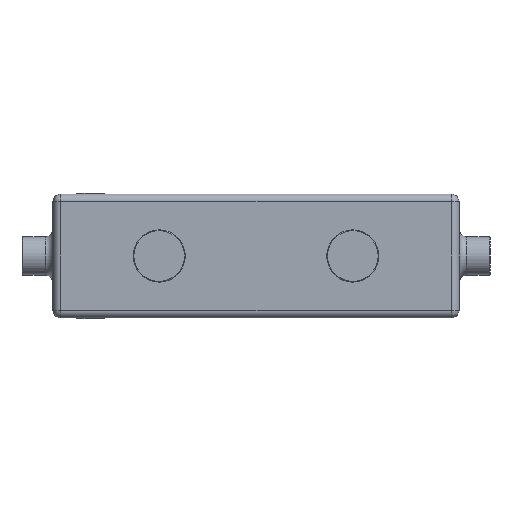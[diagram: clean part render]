
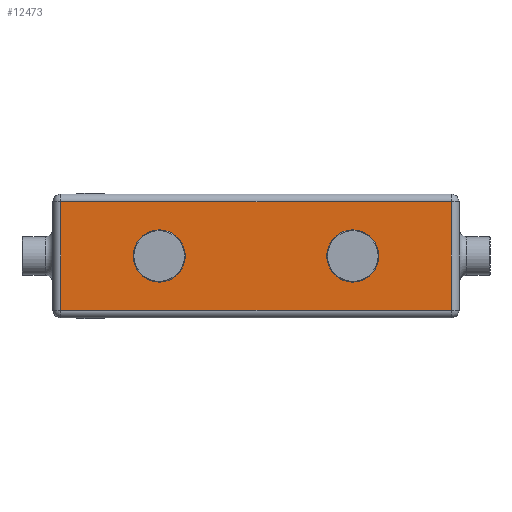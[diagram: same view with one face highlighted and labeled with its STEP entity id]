
A CAD part, left-side view. The second image highlights one B-rep face of the part: STEP entity #12473.
In plain terms, the highlighted planar face has unit normal (-1, 0, 0).
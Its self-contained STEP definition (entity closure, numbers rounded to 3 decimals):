
#734 = CARTESIAN_POINT ( 'NONE',  ( -40., -126., 35. ) ) ;
#1660 = VERTEX_POINT ( 'NONE', #11214 ) ;
#1955 = CIRCLE ( 'NONE', #22525, 16.85 ) ;
#2023 = VERTEX_POINT ( 'NONE', #3742 ) ;
#2071 = DIRECTION ( 'NONE',  ( 0., 0., -1. ) ) ;
#2228 = DIRECTION ( 'NONE',  ( 0., 0., 1. ) ) ;
#3008 = LINE ( 'NONE', #10921, #19041 ) ;
#3027 = DIRECTION ( 'NONE',  ( 0., 0., -1. ) ) ;
#3032 = CARTESIAN_POINT ( 'NONE',  ( -40., -62.5, 0. ) ) ;
#3038 = LINE ( 'NONE', #6783, #10222 ) ;
#3058 = LINE ( 'NONE', #18494, #15954 ) ;
#3742 = CARTESIAN_POINT ( 'NONE',  ( -40., -62.5, 16.85 ) ) ;
#3999 = VERTEX_POINT ( 'NONE', #734 ) ;
#4374 = CARTESIAN_POINT ( 'NONE',  ( -40., -131., 40. ) ) ;
#4528 = CARTESIAN_POINT ( 'NONE',  ( -40., 62.5, 16.85 ) ) ;
#4534 = FACE_BOUND ( 'NONE', #12010, .T. ) ;
#5367 = DIRECTION ( 'NONE',  ( 0., 0., -1. ) ) ;
#6177 = CIRCLE ( 'NONE', #9676, 16.85 ) ;
#6228 = ORIENTED_EDGE ( 'NONE', *, *, #8834, .F. ) ;
#6323 = CARTESIAN_POINT ( 'NONE',  ( -40., -62.5, -16.85 ) ) ;
#6365 = VERTEX_POINT ( 'NONE', #20027 ) ;
#6783 = CARTESIAN_POINT ( 'NONE',  ( -40., -131., -35. ) ) ;
#7352 = EDGE_CURVE ( 'NONE', #18281, #6365, #1955, .T. ) ;
#7601 = CIRCLE ( 'NONE', #16570, 16.85 ) ;
#7611 = EDGE_CURVE ( 'NONE', #1660, #3999, #20528, .T. ) ;
#7816 = PLANE ( 'NONE',  #18306 ) ;
#8471 = DIRECTION ( 'NONE',  ( 0., 0., -1. ) ) ;
#8673 = DIRECTION ( 'NONE',  ( -1., 0., 0. ) ) ;
#8818 = VECTOR ( 'NONE', #2228, 1000. ) ;
#8834 = EDGE_CURVE ( 'NONE', #2023, #19600, #6177, .T. ) ;
#9676 = AXIS2_PLACEMENT_3D ( 'NONE', #3032, #10405, #8471 ) ;
#9744 = DIRECTION ( 'NONE',  ( 0., 0., -1. ) ) ;
#9895 = EDGE_CURVE ( 'NONE', #20159, #1660, #3038, .T. ) ;
#10222 = VECTOR ( 'NONE', #17872, 1000. ) ;
#10293 = CARTESIAN_POINT ( 'NONE',  ( -40., 126., -35. ) ) ;
#10405 = DIRECTION ( 'NONE',  ( -1., 0., 0. ) ) ;
#10542 = CARTESIAN_POINT ( 'NONE',  ( -40., 62.5, 0. ) ) ;
#10921 = CARTESIAN_POINT ( 'NONE',  ( -40., -131., 35. ) ) ;
#11093 = DIRECTION ( 'NONE',  ( 0., 1., 0. ) ) ;
#11214 = CARTESIAN_POINT ( 'NONE',  ( -40., -126., -35. ) ) ;
#12010 = EDGE_LOOP ( 'NONE', ( #6228, #17613 ) ) ;
#12433 = CARTESIAN_POINT ( 'NONE',  ( -40., -62.5, 0. ) ) ;
#12473 = ADVANCED_FACE ( 'NONE', ( #19155, #4534, #23417 ), #7816, .F. ) ;
#12616 = CIRCLE ( 'NONE', #13001, 16.85 ) ;
#13001 = AXIS2_PLACEMENT_3D ( 'NONE', #12433, #14422, #16026 ) ;
#14422 = DIRECTION ( 'NONE',  ( -1., 0., 0. ) ) ;
#14988 = ORIENTED_EDGE ( 'NONE', *, *, #7611, .T. ) ;
#14991 = EDGE_CURVE ( 'NONE', #3999, #23662, #3008, .T. ) ;
#15954 = VECTOR ( 'NONE', #2071, 1000. ) ;
#16026 = DIRECTION ( 'NONE',  ( 0., 0., -1. ) ) ;
#16328 = CARTESIAN_POINT ( 'NONE',  ( -40., -126., 40. ) ) ;
#16570 = AXIS2_PLACEMENT_3D ( 'NONE', #22999, #21086, #3027 ) ;
#16647 = CARTESIAN_POINT ( 'NONE',  ( -40., 126., 35. ) ) ;
#16791 = EDGE_LOOP ( 'NONE', ( #21878, #20053 ) ) ;
#17502 = EDGE_LOOP ( 'NONE', ( #20173, #14988, #22753, #17877 ) ) ;
#17613 = ORIENTED_EDGE ( 'NONE', *, *, #18846, .F. ) ;
#17872 = DIRECTION ( 'NONE',  ( 0., -1., 0. ) ) ;
#17877 = ORIENTED_EDGE ( 'NONE', *, *, #20910, .T. ) ;
#18281 = VERTEX_POINT ( 'NONE', #4528 ) ;
#18306 = AXIS2_PLACEMENT_3D ( 'NONE', #4374, #20928, #9744 ) ;
#18494 = CARTESIAN_POINT ( 'NONE',  ( -40., 126., 40. ) ) ;
#18846 = EDGE_CURVE ( 'NONE', #19600, #2023, #12616, .T. ) ;
#19041 = VECTOR ( 'NONE', #11093, 1000. ) ;
#19155 = FACE_OUTER_BOUND ( 'NONE', #17502, .T. ) ;
#19600 = VERTEX_POINT ( 'NONE', #6323 ) ;
#20027 = CARTESIAN_POINT ( 'NONE',  ( -40., 62.5, -16.85 ) ) ;
#20053 = ORIENTED_EDGE ( 'NONE', *, *, #22007, .F. ) ;
#20159 = VERTEX_POINT ( 'NONE', #10293 ) ;
#20173 = ORIENTED_EDGE ( 'NONE', *, *, #9895, .T. ) ;
#20528 = LINE ( 'NONE', #16328, #8818 ) ;
#20910 = EDGE_CURVE ( 'NONE', #23662, #20159, #3058, .T. ) ;
#20928 = DIRECTION ( 'NONE',  ( 1., 0., 0. ) ) ;
#21086 = DIRECTION ( 'NONE',  ( -1., 0., 0. ) ) ;
#21878 = ORIENTED_EDGE ( 'NONE', *, *, #7352, .F. ) ;
#22007 = EDGE_CURVE ( 'NONE', #6365, #18281, #7601, .T. ) ;
#22525 = AXIS2_PLACEMENT_3D ( 'NONE', #10542, #8673, #5367 ) ;
#22753 = ORIENTED_EDGE ( 'NONE', *, *, #14991, .T. ) ;
#22999 = CARTESIAN_POINT ( 'NONE',  ( -40., 62.5, 0. ) ) ;
#23417 = FACE_BOUND ( 'NONE', #16791, .T. ) ;
#23662 = VERTEX_POINT ( 'NONE', #16647 ) ;
